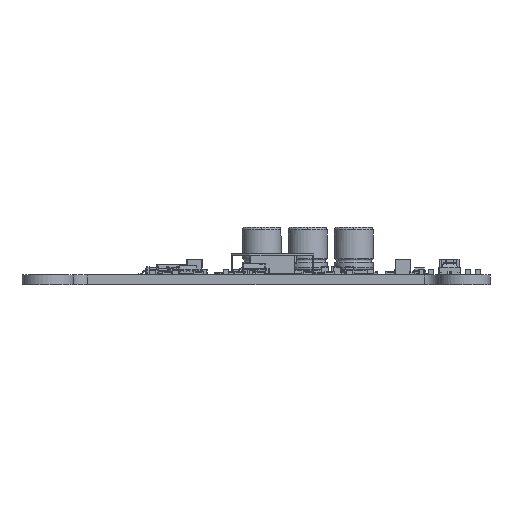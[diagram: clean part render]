
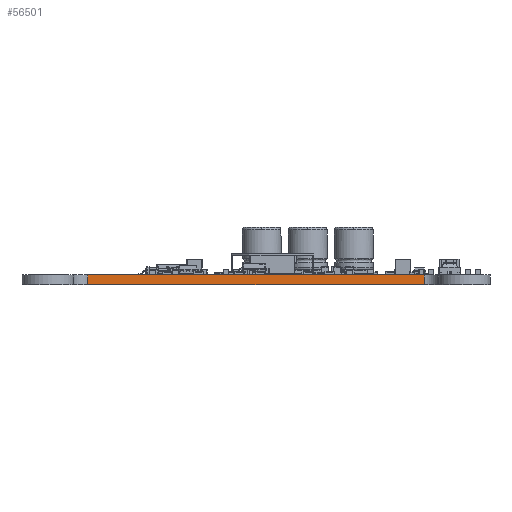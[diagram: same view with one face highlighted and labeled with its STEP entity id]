
A CAD part, left-side view. The second image highlights one B-rep face of the part: STEP entity #56501.
In plain terms, the highlighted planar face has unit normal (-1, 0, 0).
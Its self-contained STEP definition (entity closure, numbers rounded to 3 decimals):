
#51871 = VERTEX_POINT('',#51872);
#51872 = CARTESIAN_POINT('',(39.75,-125.75,0.));
#51879 = EDGE_CURVE('',#51871,#51880,#51882,.T.);
#51880 = VERTEX_POINT('',#51881);
#51881 = CARTESIAN_POINT('',(39.75,-70.9,0.));
#51882 = LINE('',#51883,#51884);
#51883 = CARTESIAN_POINT('',(39.75,-125.75,0.));
#51884 = VECTOR('',#51885,1.);
#51885 = DIRECTION('',(0.,1.,0.));
#54151 = VERTEX_POINT('',#54152);
#54152 = CARTESIAN_POINT('',(39.75,-125.75,1.6));
#54159 = EDGE_CURVE('',#54151,#54160,#54162,.T.);
#54160 = VERTEX_POINT('',#54161);
#54161 = CARTESIAN_POINT('',(39.75,-70.9,1.6));
#54162 = LINE('',#54163,#54164);
#54163 = CARTESIAN_POINT('',(39.75,-125.75,1.6));
#54164 = VECTOR('',#54165,1.);
#54165 = DIRECTION('',(0.,1.,0.));
#56471 = EDGE_CURVE('',#51880,#54160,#56472,.T.);
#56472 = LINE('',#56473,#56474);
#56473 = CARTESIAN_POINT('',(39.75,-70.9,0.));
#56474 = VECTOR('',#56475,1.);
#56475 = DIRECTION('',(0.,0.,1.));
#56501 = ADVANCED_FACE('',(#56502),#56513,.T.);
#56502 = FACE_BOUND('',#56503,.T.);
#56503 = EDGE_LOOP('',(#56504,#56510,#56511,#56512));
#56504 = ORIENTED_EDGE('',*,*,#56505,.T.);
#56505 = EDGE_CURVE('',#51871,#54151,#56506,.T.);
#56506 = LINE('',#56507,#56508);
#56507 = CARTESIAN_POINT('',(39.75,-125.75,0.));
#56508 = VECTOR('',#56509,1.);
#56509 = DIRECTION('',(0.,0.,1.));
#56510 = ORIENTED_EDGE('',*,*,#54159,.T.);
#56511 = ORIENTED_EDGE('',*,*,#56471,.F.);
#56512 = ORIENTED_EDGE('',*,*,#51879,.F.);
#56513 = PLANE('',#56514);
#56514 = AXIS2_PLACEMENT_3D('',#56515,#56516,#56517);
#56515 = CARTESIAN_POINT('',(39.75,-125.75,0.));
#56516 = DIRECTION('',(-1.,0.,0.));
#56517 = DIRECTION('',(0.,1.,0.));
